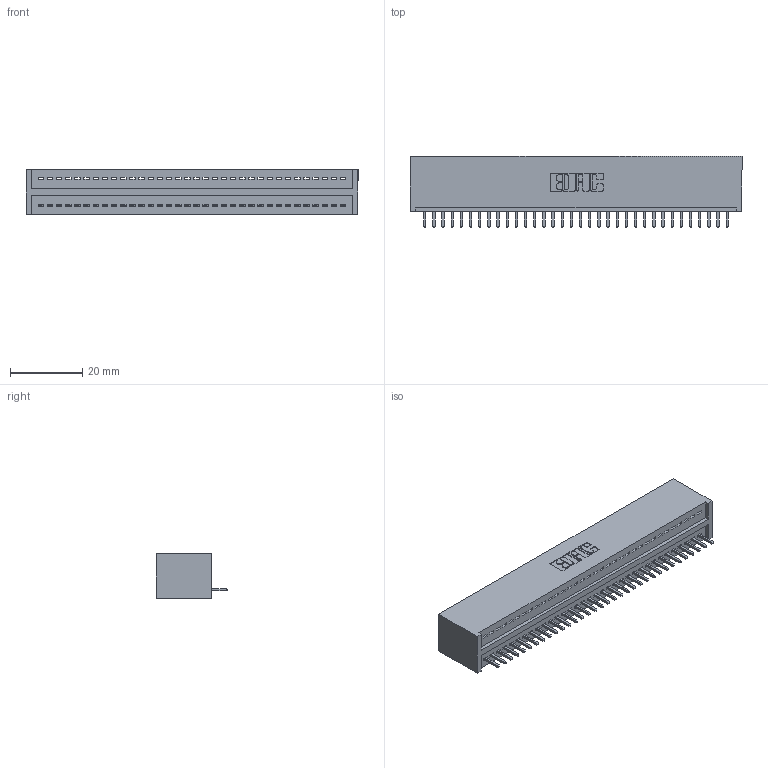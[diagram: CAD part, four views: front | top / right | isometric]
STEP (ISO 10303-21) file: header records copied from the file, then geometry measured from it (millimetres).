
FILE_DESCRIPTION (( 'STEP AP203' ), '1' );
FILE_NAME ('325-034-520-101.STEP', '2020-02-24T19:59:34', ( '' ), ( '' ), 'SwSTEP 2.0', 'SolidWorks 2016', '' );
FILE_SCHEMA (( 'CONFIG_CONTROL_DESIGN' ));
Length unit declared in the file: inch
Products named in the file (3): 325-292-001_325-293-120; 325 Part_Lugless; 325-034-520-101
Assembly tree (35 placements, depth 2):
  325-034-520-101
    325 Part_Lugless
    325-292-001_325-293-120  x34
Bounding box: 92 x 19.68 x 12.45 mm (x, y, z)
Volume: 12100.1 mm3; surface area: 13216.6 mm2
Topology: 35 solids, 35 shells, 2078 faces, 6271 edges, 4134 vertices
Faces by surface type: plane 1494, cylinder 584
Entity records: 21561 total; most frequent: CARTESIAN_POINT 3728, ORIENTED_EDGE 3698, DIRECTION 3153, EDGE_CURVE 1849, LINE 1729, VECTOR 1729, VERTEX_POINT 1230, AXIS2_PLACEMENT_3D 712
